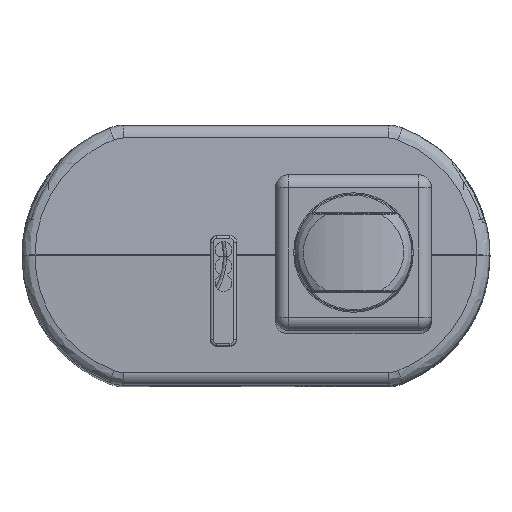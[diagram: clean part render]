
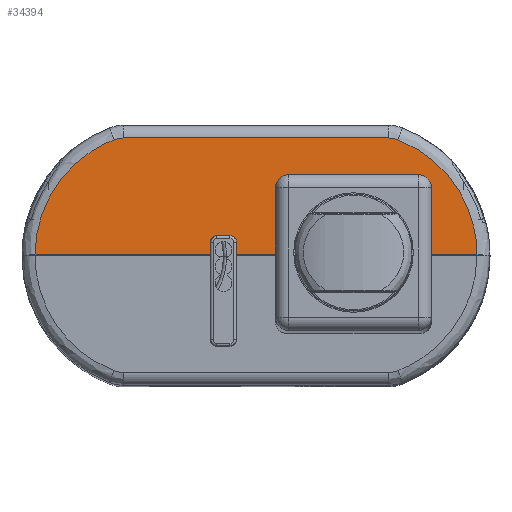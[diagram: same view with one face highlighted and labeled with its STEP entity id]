
A CAD part, top view. The second image highlights one B-rep face of the part: STEP entity #34394.
In plain terms, the highlighted planar face has unit normal (0, 0.018, 1).
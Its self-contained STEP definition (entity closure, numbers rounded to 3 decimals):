
#20455=DIRECTION('',(0.,-1.,0.017));
#20456=VECTOR('',#20455,5.182);
#20457=CARTESIAN_POINT('',(-16.5,5.2,69.909));
#20458=LINE('',#20457,#20456);
#21548=DIRECTION('',(0.,-1.,0.017));
#21549=VECTOR('',#21548,5.182);
#21550=CARTESIAN_POINT('',(-4.5,5.2,69.909));
#21551=LINE('',#21550,#21549);
#21956=DIRECTION('',(-1.,0.,0.));
#21957=VECTOR('',#21956,10.4);
#21958=CARTESIAN_POINT('',(-5.3,6.,69.895));
#21959=LINE('',#21958,#21957);
#22565=CARTESIAN_POINT('',(-16.5,5.2,69.909));
#22566=CARTESIAN_POINT('',(-16.5,5.333,69.907));
#22567=CARTESIAN_POINT('',(-16.442,5.542,
69.903));
#22568=CARTESIAN_POINT('',(-16.277,5.777,
69.899));
#22569=CARTESIAN_POINT('',(-16.042,5.942,
69.896));
#22570=CARTESIAN_POINT('',(-15.833,6.,69.895));
#22571=CARTESIAN_POINT('',(-15.7,6.,69.895));
#22592=DIRECTION('',(-1.,0.,0.));
#22593=VECTOR('',#22592,1.);
#22594=CARTESIAN_POINT('',(-20.,1.5,69.974));
#22595=LINE('',#22594,#22593);
#22596=DIRECTION('',(0.,1.,-0.017));
#22597=VECTOR('',#22596,0.982);
#22598=CARTESIAN_POINT('',(-21.5,0.018,70.));
#22599=LINE('',#22598,#22597);
#22600=DIRECTION('',(1.,0.,0.));
#22601=VECTOR('',#22600,13.5);
#22602=CARTESIAN_POINT('',(-35.,0.018,
70.));
#22603=LINE('',#22602,#22601);
#22604=CARTESIAN_POINT('',(-35.,0.018,
70.));
#22605=CARTESIAN_POINT('',(-35.,0.577,
69.99));
#22606=CARTESIAN_POINT('',(-34.903,1.677,
69.971));
#22607=CARTESIAN_POINT('',(-34.467,3.3,
69.942));
#22608=CARTESIAN_POINT('',(-33.751,4.826,
69.916));
#22609=CARTESIAN_POINT('',(-32.767,6.213,
69.892));
#22610=CARTESIAN_POINT('',(-31.574,7.383,
69.871));
#22611=CARTESIAN_POINT('',(-30.248,8.294,
69.855));
#22612=CARTESIAN_POINT('',(-29.359,8.711,
69.848));
#22613=CARTESIAN_POINT('',(-28.911,8.884,
69.845));
#22615=CARTESIAN_POINT('',(-28.911,8.884,
69.845));
#22616=CARTESIAN_POINT('',(-28.865,8.902,
69.845));
#22617=CARTESIAN_POINT('',(-28.772,8.934,
69.844));
#22618=CARTESIAN_POINT('',(-28.63,8.971,
69.843));
#22619=CARTESIAN_POINT('',(-28.486,8.998,
69.843));
#22620=CARTESIAN_POINT('',(-28.34,9.014,
69.843));
#22621=CARTESIAN_POINT('',(-28.242,9.017,
69.843));
#22622=CARTESIAN_POINT('',(-28.193,9.017,
69.843));
#22624=DIRECTION('',(1.,0.,0.));
#22625=VECTOR('',#22624,20.385);
#22626=CARTESIAN_POINT('',(-28.193,9.017,
69.843));
#22627=LINE('',#22626,#22625);
#22628=CARTESIAN_POINT('',(-7.807,9.017,
69.843));
#22629=CARTESIAN_POINT('',(-7.758,9.017,
69.843));
#22630=CARTESIAN_POINT('',(-7.66,9.014,
69.843));
#22631=CARTESIAN_POINT('',(-7.514,8.998,
69.843));
#22632=CARTESIAN_POINT('',(-7.37,8.971,
69.843));
#22633=CARTESIAN_POINT('',(-7.228,8.934,
69.844));
#22634=CARTESIAN_POINT('',(-7.135,8.902,
69.845));
#22635=CARTESIAN_POINT('',(-7.089,8.884,
69.845));
#22637=CARTESIAN_POINT('',(-7.089,8.884,
69.845));
#22638=CARTESIAN_POINT('',(-6.641,8.711,
69.848));
#22639=CARTESIAN_POINT('',(-5.752,8.294,
69.855));
#22640=CARTESIAN_POINT('',(-4.425,7.383,
69.871));
#22641=CARTESIAN_POINT('',(-3.232,6.213,
69.892));
#22642=CARTESIAN_POINT('',(-2.248,4.826,
69.916));
#22643=CARTESIAN_POINT('',(-1.532,3.3,
69.942));
#22644=CARTESIAN_POINT('',(-1.097,1.677,
69.971));
#22645=CARTESIAN_POINT('',(-1.,0.577,
69.99));
#22646=CARTESIAN_POINT('',(-1.,0.018,
70.));
#22648=DIRECTION('',(1.,0.,0.));
#22649=VECTOR('',#22648,3.5);
#22650=CARTESIAN_POINT('',(-4.5,0.018,70.));
#22651=LINE('',#22650,#22649);
#22652=DIRECTION('',(1.,0.,0.));
#22653=VECTOR('',#22652,3.);
#22654=CARTESIAN_POINT('',(-19.5,0.018,70.));
#22655=LINE('',#22654,#22653);
#22656=DIRECTION('',(0.,1.,-0.017));
#22657=VECTOR('',#22656,0.982);
#22658=CARTESIAN_POINT('',(-19.5,0.018,70.));
#22659=LINE('',#22658,#22657);
#22709=CARTESIAN_POINT('',(-21.5,1.,69.983));
#22710=CARTESIAN_POINT('',(-21.5,1.167,69.98));
#22711=CARTESIAN_POINT('',(-21.374,1.374,
69.976));
#22712=CARTESIAN_POINT('',(-21.167,1.5,69.974));
#22713=CARTESIAN_POINT('',(-21.,1.5,69.974));
#22725=CARTESIAN_POINT('',(-20.,1.5,69.974));
#22726=CARTESIAN_POINT('',(-19.833,1.5,69.974));
#22727=CARTESIAN_POINT('',(-19.626,1.374,
69.976));
#22728=CARTESIAN_POINT('',(-19.5,1.167,69.98));
#22729=CARTESIAN_POINT('',(-19.5,1.,69.983));
#22762=CARTESIAN_POINT('',(-5.3,6.,69.895));
#22763=CARTESIAN_POINT('',(-5.167,6.,69.895));
#22764=CARTESIAN_POINT('',(-4.958,5.942,
69.896));
#22765=CARTESIAN_POINT('',(-4.723,5.777,
69.899));
#22766=CARTESIAN_POINT('',(-4.558,5.542,
69.903));
#22767=CARTESIAN_POINT('',(-4.5,5.333,69.907));
#22768=CARTESIAN_POINT('',(-4.5,5.2,69.909));
#25069=VERTEX_POINT('',#22725);
#25070=VERTEX_POINT('',#22729);
#25071=VERTEX_POINT('',#22709);
#25072=VERTEX_POINT('',#22713);
#25784=CARTESIAN_POINT('',(-5.3,6.,69.895));
#25785=CARTESIAN_POINT('',(-15.7,6.,69.895));
#25786=VERTEX_POINT('',#25784);
#25787=VERTEX_POINT('',#25785);
#25788=VERTEX_POINT('',#22565);
#25789=VERTEX_POINT('',#22768);
#25790=CARTESIAN_POINT('',(-16.5,0.018,70.));
#25791=VERTEX_POINT('',#25790);
#25792=CARTESIAN_POINT('',(-4.5,0.018,70.));
#25793=VERTEX_POINT('',#25792);
#25806=VERTEX_POINT('',#22604);
#25807=VERTEX_POINT('',#22613);
#25810=VERTEX_POINT('',#22622);
#25813=CARTESIAN_POINT('',(-7.807,9.017,
69.843));
#25814=VERTEX_POINT('',#25813);
#25816=VERTEX_POINT('',#22635);
#25817=VERTEX_POINT('',#22646);
#25854=CARTESIAN_POINT('',(-21.5,0.018,70.));
#25855=VERTEX_POINT('',#25854);
#25856=CARTESIAN_POINT('',(-19.5,0.018,70.));
#25857=VERTEX_POINT('',#25856);
#34362=CARTESIAN_POINT('',(0.,0.,70.));
#34363=DIRECTION('',(0.,-0.017,-1.));
#34364=DIRECTION('',(0.,1.,-0.017));
#34365=AXIS2_PLACEMENT_3D('',#34362,#34363,#34364);
#34366=PLANE('',#34365);
#34368=ORIENTED_EDGE('',*,*,#34367,.T.);
#34370=ORIENTED_EDGE('',*,*,#34369,.F.);
#34372=ORIENTED_EDGE('',*,*,#34371,.F.);
#34373=ORIENTED_EDGE('',*,*,#31210,.F.);
#34374=ORIENTED_EDGE('',*,*,#31308,.T.);
#34375=ORIENTED_EDGE('',*,*,#29551,.T.);
#34376=ORIENTED_EDGE('',*,*,#29566,.T.);
#34377=ORIENTED_EDGE('',*,*,#29608,.T.);
#34378=ORIENTED_EDGE('',*,*,#29657,.T.);
#34380=ORIENTED_EDGE('',*,*,#34379,.F.);
#34381=ORIENTED_EDGE('',*,*,#33045,.F.);
#34383=ORIENTED_EDGE('',*,*,#34382,.F.);
#34384=ORIENTED_EDGE('',*,*,#33379,.T.);
#34385=ORIENTED_EDGE('',*,*,#34342,.F.);
#34386=ORIENTED_EDGE('',*,*,#31194,.T.);
#34387=ORIENTED_EDGE('',*,*,#31225,.F.);
#34389=ORIENTED_EDGE('',*,*,#34388,.T.);
#34391=ORIENTED_EDGE('',*,*,#34390,.F.);
#34392=EDGE_LOOP('',(#34368,#34370,#34372,#34373,#34374,#34375,#34376,#34377,
#34378,#34380,#34381,#34383,#34384,#34385,#34386,#34387,#34389,#34391));
#34393=FACE_OUTER_BOUND('',#34392,.F.);
#34394=ADVANCED_FACE('',(#34393),#34366,.F.);
#22572=B_SPLINE_CURVE_WITH_KNOTS('',3,(#22565,#22566,#22567,#22568,#22569,
#22570,#22571),.UNSPECIFIED.,.F.,.F.,(4,1,1,1,4),(0.,0.25,0.5,0.75,
1.),.UNSPECIFIED.);
#22614=B_SPLINE_CURVE_WITH_KNOTS('',3,(#22604,#22605,#22606,#22607,#22608,
#22609,#22610,#22611,#22612,#22613),.UNSPECIFIED.,.F.,.F.,(4,1,1,1,1,1,1,4),(
0.,0.143,0.286,0.429,0.571,
0.714,0.857,1.),.UNSPECIFIED.);
#22623=B_SPLINE_CURVE_WITH_KNOTS('',3,(#22615,#22616,#22617,#22618,#22619,
#22620,#22621,#22622),.UNSPECIFIED.,.F.,.F.,(4,1,1,1,1,4),(0.,0.2,0.4,
0.6,0.8,1.),.UNSPECIFIED.);
#22636=B_SPLINE_CURVE_WITH_KNOTS('',3,(#22628,#22629,#22630,#22631,#22632,
#22633,#22634,#22635),.UNSPECIFIED.,.F.,.F.,(4,1,1,1,1,4),(0.,0.2,0.4,
0.6,0.8,1.),.UNSPECIFIED.);
#22647=B_SPLINE_CURVE_WITH_KNOTS('',3,(#22637,#22638,#22639,#22640,#22641,
#22642,#22643,#22644,#22645,#22646),.UNSPECIFIED.,.F.,.F.,(4,1,1,1,1,1,1,4),(
0.,0.143,0.286,0.429,0.571,
0.714,0.857,1.),.UNSPECIFIED.);
#22714=B_SPLINE_CURVE_WITH_KNOTS('',3,(#22709,#22710,#22711,#22712,#22713),
.UNSPECIFIED.,.F.,.F.,(4,1,4),(0.,0.5,1.),.UNSPECIFIED.);
#22730=B_SPLINE_CURVE_WITH_KNOTS('',3,(#22725,#22726,#22727,#22728,#22729),
.UNSPECIFIED.,.F.,.F.,(4,1,4),(0.,0.5,1.),.UNSPECIFIED.);
#22769=B_SPLINE_CURVE_WITH_KNOTS('',3,(#22762,#22763,#22764,#22765,#22766,
#22767,#22768),.UNSPECIFIED.,.F.,.F.,(4,1,1,1,4),(0.,0.25,0.5,0.75,
1.),.UNSPECIFIED.);
#29551=EDGE_CURVE('',#25807,#25810,#22623,.T.);
#29566=EDGE_CURVE('',#25810,#25814,#22627,.T.);
#29608=EDGE_CURVE('',#25814,#25816,#22636,.T.);
#29657=EDGE_CURVE('',#25816,#25817,#22647,.T.);
#31194=EDGE_CURVE('',#25788,#25791,#20458,.T.);
#31210=EDGE_CURVE('',#25806,#25855,#22603,.T.);
#31225=EDGE_CURVE('',#25857,#25791,#22655,.T.);
#31308=EDGE_CURVE('',#25806,#25807,#22614,.T.);
#33045=EDGE_CURVE('',#25789,#25793,#21551,.T.);
#33379=EDGE_CURVE('',#25786,#25787,#21959,.T.);
#34342=EDGE_CURVE('',#25788,#25787,#22572,.T.);
#34367=EDGE_CURVE('',#25069,#25072,#22595,.T.);
#34369=EDGE_CURVE('',#25071,#25072,#22714,.T.);
#34371=EDGE_CURVE('',#25855,#25071,#22599,.T.);
#34379=EDGE_CURVE('',#25793,#25817,#22651,.T.);
#34382=EDGE_CURVE('',#25786,#25789,#22769,.T.);
#34388=EDGE_CURVE('',#25857,#25070,#22659,.T.);
#34390=EDGE_CURVE('',#25069,#25070,#22730,.T.);
